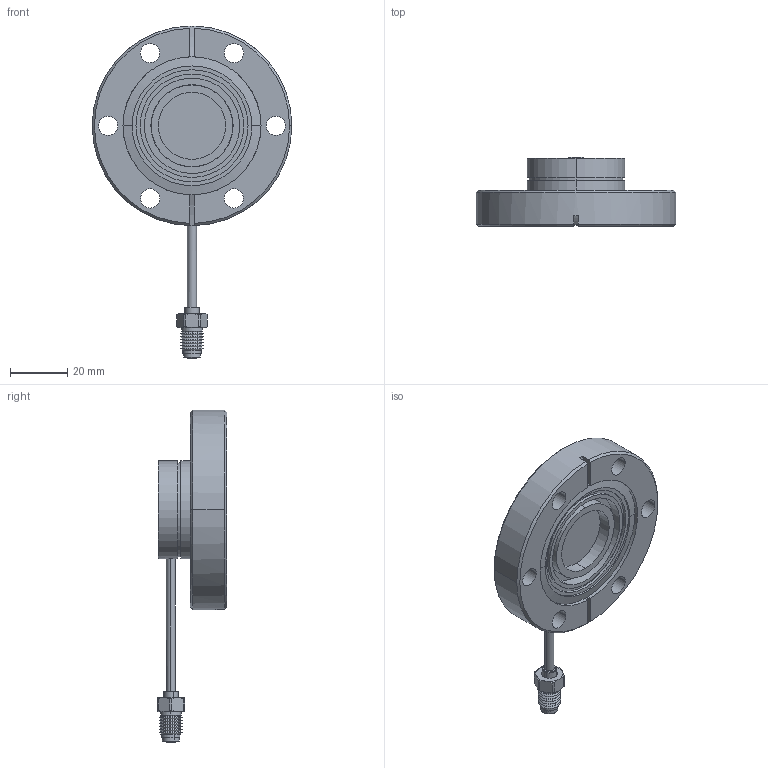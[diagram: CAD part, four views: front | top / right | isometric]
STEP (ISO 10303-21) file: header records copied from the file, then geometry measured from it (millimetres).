
FILE_DESCRIPTION (( 'STEP AP203' ), '1' );
FILE_NAME ('A7845-1-CF.STEP', '2012-10-26T18:48:32', ( '' ), ( '' ), 'SwSTEP 2.0', 'SolidWorks 2012', '' );
FILE_SCHEMA (( 'CONFIG_CONTROL_DESIGN' ));
Length unit declared in the file: inch
Products named in the file (1): A7845-1-CF
Bounding box: 69.85 x 24.3 x 116.2 mm (x, y, z)
Volume: 42378.9 mm3; surface area: 24995.7 mm2
Topology: 1 solids, 1 shells, 205 faces, 459 edges, 285 vertices
Faces by surface type: cylinder 93, cone 53, plane 53, bspline 4, torus 2
Entity records: 6031 total; most frequent: CARTESIAN_POINT 1223, DIRECTION 1088, ORIENTED_EDGE 918, AXIS2_PLACEMENT_3D 470, EDGE_CURVE 459, VERTEX_POINT 285, CIRCLE 268, EDGE_LOOP 248
